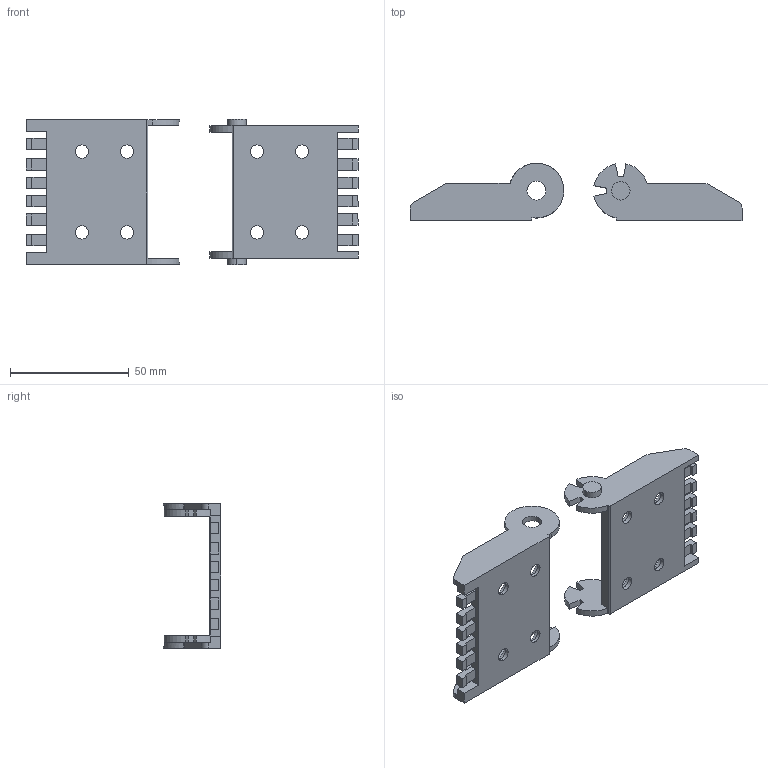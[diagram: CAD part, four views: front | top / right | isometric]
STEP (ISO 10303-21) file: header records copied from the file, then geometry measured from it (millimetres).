
FILE_DESCRIPTION (( 'STEP AP203' ), '1' );
FILE_NAME ('CDC-KAZ-0.7X2.0.step', '2024-04-09T19:47:56', ( '' ), ( '' ), 'SwSTEP 2.0', 'SolidWorks 2023', '' );
FILE_SCHEMA (( 'CONFIG_CONTROL_DESIGN' ));
Length unit declared in the file: inch
Products named in the file (3): CDC-KAZ-0.7X2.0_Female; CDC-KAZ-0.7X2.0_Male; CDC-KAZ-0.7X2.0
Assembly tree (2 placements, depth 2):
  CDC-KAZ-0.7X2.0
    CDC-KAZ-0.7X2.0_Male
    CDC-KAZ-0.7X2.0_Female
Bounding box: 139.7 x 24.1 x 61.2 mm (x, y, z)
Volume: 29815.4 mm3; surface area: 21480 mm2
Topology: 2 solids, 2 shells, 200 faces, 558 edges, 372 vertices
Faces by surface type: plane 140, cylinder 60
Entity records: 6761 total; most frequent: CARTESIAN_POINT 1135, ORIENTED_EDGE 1116, DIRECTION 1096, EDGE_CURVE 558, VECTOR 430, LINE 430, VERTEX_POINT 372, AXIS2_PLACEMENT_3D 333
